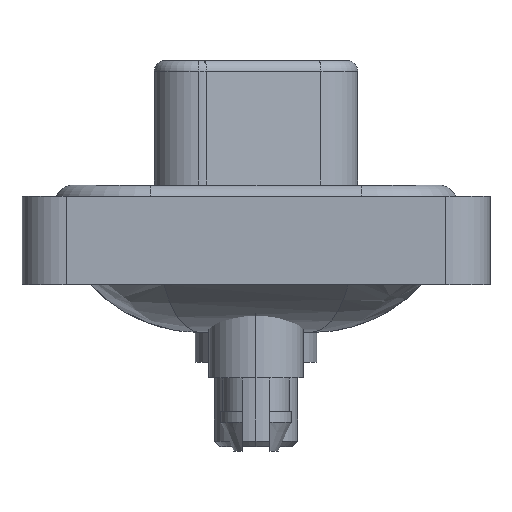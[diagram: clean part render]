
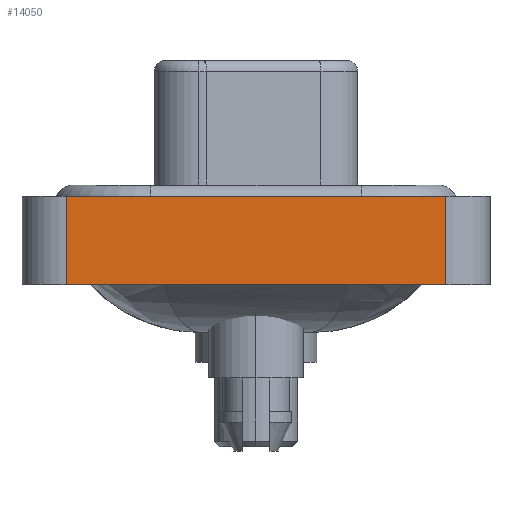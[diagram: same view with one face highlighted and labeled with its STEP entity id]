
A CAD part, left-side view. The second image highlights one B-rep face of the part: STEP entity #14050.
In plain terms, the highlighted planar face has unit normal (-1, 0, 0).
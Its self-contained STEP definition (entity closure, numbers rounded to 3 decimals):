
#84 = ORIENTED_EDGE ( 'NONE', *, *, #9742, .T. ) ;
#140 = VERTEX_POINT ( 'NONE', #4213 ) ;
#187 = VERTEX_POINT ( 'NONE', #13332 ) ;
#490 = CARTESIAN_POINT ( 'NONE',  ( -7.35, -8.55, -3.6 ) ) ;
#1771 = CARTESIAN_POINT ( 'NONE',  ( -7.35, 8.55, -3.6 ) ) ;
#2102 = CARTESIAN_POINT ( 'NONE',  ( -7.35, -8.55, 0.4 ) ) ;
#2585 = EDGE_LOOP ( 'NONE', ( #14780, #2921, #8881, #84 ) ) ;
#2588 = LINE ( 'NONE', #8413, #16148 ) ;
#2809 = AXIS2_PLACEMENT_3D ( 'NONE', #490, #17913, #16683 ) ;
#2921 = ORIENTED_EDGE ( 'NONE', *, *, #10389, .F. ) ;
#3526 = VECTOR ( 'NONE', #9039, 1000. ) ;
#3563 = PLANE ( 'NONE',  #2809 ) ;
#4213 = CARTESIAN_POINT ( 'NONE',  ( -7.35, -8.55, -3.6 ) ) ;
#4794 = FACE_OUTER_BOUND ( 'NONE', #2585, .T. ) ;
#4988 = DIRECTION ( 'NONE',  ( 0., -1., 0. ) ) ;
#4999 = CARTESIAN_POINT ( 'NONE',  ( -7.35, -8.55, -3.6 ) ) ;
#8152 = EDGE_CURVE ( 'NONE', #187, #12284, #17952, .T. ) ;
#8224 = VERTEX_POINT ( 'NONE', #8953 ) ;
#8413 = CARTESIAN_POINT ( 'NONE',  ( -7.35, -8.55, -3.6 ) ) ;
#8881 = ORIENTED_EDGE ( 'NONE', *, *, #8152, .F. ) ;
#8953 = CARTESIAN_POINT ( 'NONE',  ( -7.35, -8.55, 0.4 ) ) ;
#9039 = DIRECTION ( 'NONE',  ( 0., 0., 1. ) ) ;
#9099 = LINE ( 'NONE', #4999, #18323 ) ;
#9742 = EDGE_CURVE ( 'NONE', #187, #140, #9099, .T. ) ;
#10389 = EDGE_CURVE ( 'NONE', #12284, #8224, #18012, .T. ) ;
#11931 = EDGE_CURVE ( 'NONE', #140, #8224, #2588, .T. ) ;
#12284 = VERTEX_POINT ( 'NONE', #13428 ) ;
#13332 = CARTESIAN_POINT ( 'NONE',  ( -7.35, 8.55, -3.6 ) ) ;
#13428 = CARTESIAN_POINT ( 'NONE',  ( -7.35, 8.55, 0.4 ) ) ;
#14050 = ADVANCED_FACE ( 'NONE', ( #4794 ), #3563, .T. ) ;
#14189 = DIRECTION ( 'NONE',  ( 0., 0., 1. ) ) ;
#14780 = ORIENTED_EDGE ( 'NONE', *, *, #11931, .T. ) ;
#16148 = VECTOR ( 'NONE', #14189, 1000. ) ;
#16683 = DIRECTION ( 'NONE',  ( 0., 0., 1. ) ) ;
#17913 = DIRECTION ( 'NONE',  ( -1., 0., 0. ) ) ;
#17921 = DIRECTION ( 'NONE',  ( 0., -1., 0. ) ) ;
#17952 = LINE ( 'NONE', #1771, #3526 ) ;
#18012 = LINE ( 'NONE', #2102, #18348 ) ;
#18323 = VECTOR ( 'NONE', #17921, 1000. ) ;
#18348 = VECTOR ( 'NONE', #4988, 1000. ) ;
